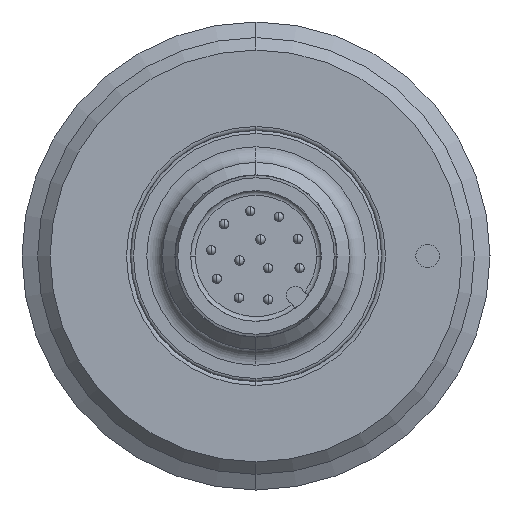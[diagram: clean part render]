
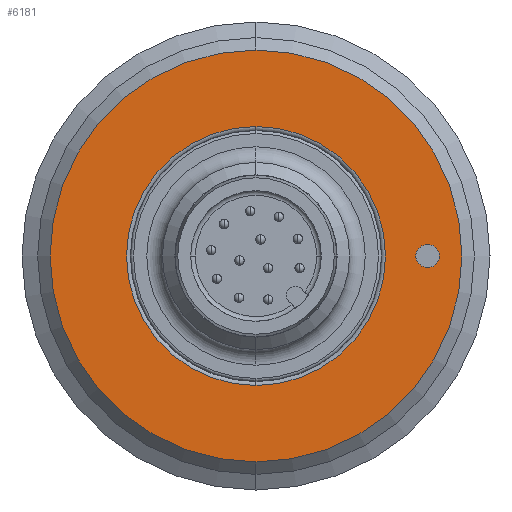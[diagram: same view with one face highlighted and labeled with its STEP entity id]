
A CAD part, left-side view. The second image highlights one B-rep face of the part: STEP entity #6181.
In plain terms, the highlighted planar face has unit normal (-1, 0, 0).
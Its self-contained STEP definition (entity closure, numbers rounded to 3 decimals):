
#256 = ORIENTED_EDGE ( 'NONE', *, *, #3271, .F. ) ;
#567 = AXIS2_PLACEMENT_3D ( 'NONE', #12781, #8518, #13981 ) ;
#629 = ORIENTED_EDGE ( 'NONE', *, *, #3590, .T. ) ;
#924 = DIRECTION ( 'NONE',  ( 0., 0., -1. ) ) ;
#1607 = AXIS2_PLACEMENT_3D ( 'NONE', #11841, #7425, #3391 ) ;
#1642 = CARTESIAN_POINT ( 'NONE',  ( -66.5, 0., 0. ) ) ;
#1812 = CARTESIAN_POINT ( 'NONE',  ( -66.5, 0., -8.3 ) ) ;
#2071 = CIRCLE ( 'NONE', #1607, 0.75 ) ;
#2458 = ORIENTED_EDGE ( 'NONE', *, *, #4406, .F. ) ;
#2683 = AXIS2_PLACEMENT_3D ( 'NONE', #9291, #10348, #7233 ) ;
#3174 = CIRCLE ( 'NONE', #5882, 8.3 ) ;
#3271 = EDGE_CURVE ( 'NONE', #5793, #8342, #8587, .T. ) ;
#3380 = DIRECTION ( 'NONE',  ( 1., 0., 0. ) ) ;
#3391 = DIRECTION ( 'NONE',  ( 0., 0., 1. ) ) ;
#3590 = EDGE_CURVE ( 'NONE', #7991, #4784, #3174, .T. ) ;
#3613 = CARTESIAN_POINT ( 'NONE',  ( -66.5, 0., -13.2 ) ) ;
#4008 = PLANE ( 'NONE',  #13075 ) ;
#4154 = CARTESIAN_POINT ( 'NONE',  ( -66.5, 0., 0. ) ) ;
#4159 = EDGE_LOOP ( 'NONE', ( #256, #7338 ) ) ;
#4406 = EDGE_CURVE ( 'NONE', #4562, #13459, #4954, .T. ) ;
#4562 = VERTEX_POINT ( 'NONE', #5393 ) ;
#4604 = DIRECTION ( 'NONE',  ( 0., 0., -1. ) ) ;
#4784 = VERTEX_POINT ( 'NONE', #1812 ) ;
#4954 = CIRCLE ( 'NONE', #2683, 0.75 ) ;
#5393 = CARTESIAN_POINT ( 'NONE',  ( -66.5, -11., 0.75 ) ) ;
#5668 = DIRECTION ( 'NONE',  ( 1., 0., 0. ) ) ;
#5793 = VERTEX_POINT ( 'NONE', #3613 ) ;
#5806 = CIRCLE ( 'NONE', #567, 13.2 ) ;
#5882 = AXIS2_PLACEMENT_3D ( 'NONE', #1642, #3380, #12359 ) ;
#5933 = FACE_BOUND ( 'NONE', #12052, .T. ) ;
#6181 = ADVANCED_FACE ( 'NONE', ( #5933, #10252, #10311 ), #4008, .F. ) ;
#6498 = EDGE_LOOP ( 'NONE', ( #6627, #629 ) ) ;
#6627 = ORIENTED_EDGE ( 'NONE', *, *, #8620, .T. ) ;
#6722 = CARTESIAN_POINT ( 'NONE',  ( -66.5, 0., 0. ) ) ;
#7233 = DIRECTION ( 'NONE',  ( 0., 0., 1. ) ) ;
#7243 = EDGE_CURVE ( 'NONE', #13459, #4562, #2071, .T. ) ;
#7338 = ORIENTED_EDGE ( 'NONE', *, *, #12388, .F. ) ;
#7425 = DIRECTION ( 'NONE',  ( -1., 0., 0. ) ) ;
#7793 = CARTESIAN_POINT ( 'NONE',  ( -66.5, 0., 8.3 ) ) ;
#7991 = VERTEX_POINT ( 'NONE', #7793 ) ;
#8267 = DIRECTION ( 'NONE',  ( 1., 0., 0. ) ) ;
#8342 = VERTEX_POINT ( 'NONE', #13748 ) ;
#8364 = AXIS2_PLACEMENT_3D ( 'NONE', #6722, #5668, #4604 ) ;
#8470 = DIRECTION ( 'NONE',  ( 1., 0., 0. ) ) ;
#8518 = DIRECTION ( 'NONE',  ( 1., 0., 0. ) ) ;
#8587 = CIRCLE ( 'NONE', #8364, 13.2 ) ;
#8620 = EDGE_CURVE ( 'NONE', #4784, #7991, #13153, .T. ) ;
#9291 = CARTESIAN_POINT ( 'NONE',  ( -66.5, -11., 0. ) ) ;
#9521 = AXIS2_PLACEMENT_3D ( 'NONE', #4154, #8470, #924 ) ;
#9653 = CARTESIAN_POINT ( 'NONE',  ( -66.5, -11., -0.75 ) ) ;
#10252 = FACE_OUTER_BOUND ( 'NONE', #4159, .T. ) ;
#10311 = FACE_BOUND ( 'NONE', #6498, .T. ) ;
#10348 = DIRECTION ( 'NONE',  ( -1., 0., 0. ) ) ;
#10384 = DIRECTION ( 'NONE',  ( 0., 0., -1. ) ) ;
#10769 = ORIENTED_EDGE ( 'NONE', *, *, #7243, .F. ) ;
#11841 = CARTESIAN_POINT ( 'NONE',  ( -66.5, -11., 0. ) ) ;
#12052 = EDGE_LOOP ( 'NONE', ( #2458, #10769 ) ) ;
#12359 = DIRECTION ( 'NONE',  ( 0., 0., -1. ) ) ;
#12379 = CARTESIAN_POINT ( 'NONE',  ( -66.5, 13.2, 0. ) ) ;
#12388 = EDGE_CURVE ( 'NONE', #8342, #5793, #5806, .T. ) ;
#12781 = CARTESIAN_POINT ( 'NONE',  ( -66.5, 0., 0. ) ) ;
#13075 = AXIS2_PLACEMENT_3D ( 'NONE', #12379, #8267, #10384 ) ;
#13153 = CIRCLE ( 'NONE', #9521, 8.3 ) ;
#13459 = VERTEX_POINT ( 'NONE', #9653 ) ;
#13748 = CARTESIAN_POINT ( 'NONE',  ( -66.5, 0., 13.2 ) ) ;
#13981 = DIRECTION ( 'NONE',  ( 0., 0., -1. ) ) ;
